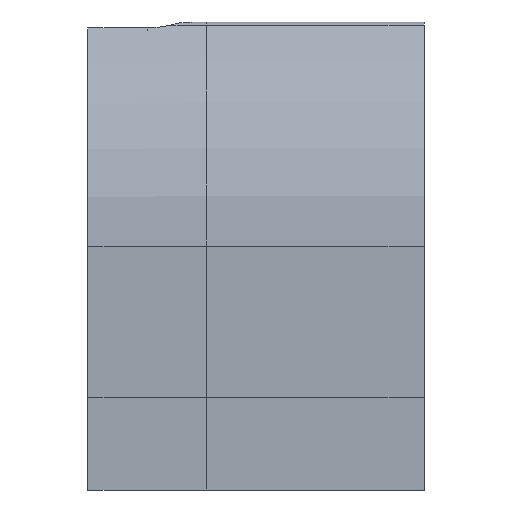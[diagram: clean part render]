
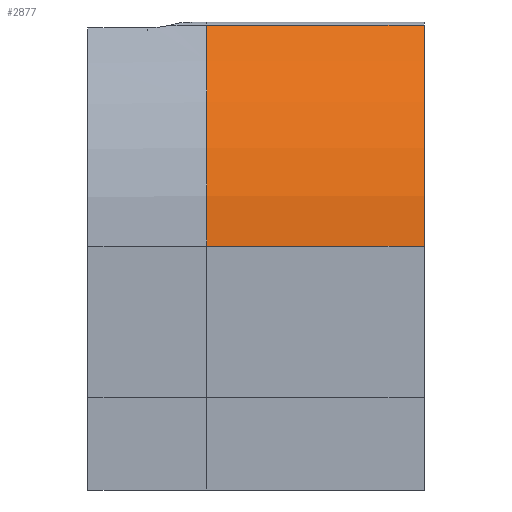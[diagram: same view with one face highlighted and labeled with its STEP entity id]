
A CAD part, left-side view. The second image highlights one B-rep face of the part: STEP entity #2877.
In plain terms, the highlighted cylindrical face has radius 22 mm (diameter 44 mm), a partial arc.
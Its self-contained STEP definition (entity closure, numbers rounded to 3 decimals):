
#245 = CYLINDRICAL_SURFACE('',#246,1.);
#246 = AXIS2_PLACEMENT_3D('',#247,#248,#249);
#247 = CARTESIAN_POINT('',(-13.601,0.,16.));
#248 = DIRECTION('',(0.,1.,0.));
#249 = DIRECTION('',(1.,0.,0.));
#274 = PLANE('',#275);
#275 = AXIS2_PLACEMENT_3D('',#276,#277,#278);
#276 = CARTESIAN_POINT('',(-4.85,-16.5,-9.636));
#277 = DIRECTION('',(0.,1.,0.));
#278 = DIRECTION('',(0.,0.,1.));
#997 = CYLINDRICAL_SURFACE('',#998,22.);
#998 = AXIS2_PLACEMENT_3D('',#999,#1000,#1001);
#999 = CARTESIAN_POINT('',(0.,0.,0.));
#1000 = DIRECTION('',(0.,-1.,0.));
#1001 = DIRECTION('',(1.,0.,0.));
#1290 = VERTEX_POINT('',#1291);
#1291 = CARTESIAN_POINT('',(-14.249,0.,16.762));
#1341 = VERTEX_POINT('',#1342);
#1342 = CARTESIAN_POINT('',(-14.249,-16.5,16.762));
#1368 = EDGE_CURVE('',#1290,#1341,#1369,.T.);
#1369 = SURFACE_CURVE('',#1370,(#1374,#1381),.PCURVE_S1.);
#1370 = LINE('',#1371,#1372);
#1371 = CARTESIAN_POINT('',(-14.249,0.,16.762));
#1372 = VECTOR('',#1373,1.);
#1373 = DIRECTION('',(0.,-1.,0.));
#1374 = PCURVE('',#245,#1375);
#1375 = DEFINITIONAL_REPRESENTATION('',(#1376),#1380);
#1376 = LINE('',#1377,#1378);
#1377 = CARTESIAN_POINT('',(-8.559,0.));
#1378 = VECTOR('',#1379,1.);
#1379 = DIRECTION('',(-0.,-1.));
#1380 = ( GEOMETRIC_REPRESENTATION_CONTEXT(2) 
PARAMETRIC_REPRESENTATION_CONTEXT() REPRESENTATION_CONTEXT('2D SPACE',''
  ) );
#1381 = PCURVE('',#1382,#1387);
#1382 = CYLINDRICAL_SURFACE('',#1383,22.);
#1383 = AXIS2_PLACEMENT_3D('',#1384,#1385,#1386);
#1384 = CARTESIAN_POINT('',(0.,0.,0.));
#1385 = DIRECTION('',(0.,1.,0.));
#1386 = DIRECTION('',(1.,0.,0.));
#1387 = DEFINITIONAL_REPRESENTATION('',(#1388),#1392);
#1388 = LINE('',#1389,#1390);
#1389 = CARTESIAN_POINT('',(-2.275,0.));
#1390 = VECTOR('',#1391,1.);
#1391 = DIRECTION('',(-0.,-1.));
#1392 = ( GEOMETRIC_REPRESENTATION_CONTEXT(2) 
PARAMETRIC_REPRESENTATION_CONTEXT() REPRESENTATION_CONTEXT('2D SPACE',''
  ) );
#1562 = VERTEX_POINT('',#1563);
#1563 = CARTESIAN_POINT('',(-22.,-16.5,0.));
#1577 = PLANE('',#1578);
#1578 = AXIS2_PLACEMENT_3D('',#1579,#1580,#1581);
#1579 = CARTESIAN_POINT('',(-22.,0.,0.));
#1580 = DIRECTION('',(1.,0.,0.));
#1581 = DIRECTION('',(0.,0.,-1.));
#1589 = EDGE_CURVE('',#1341,#1562,#1590,.T.);
#1590 = SURFACE_CURVE('',#1591,(#1596,#1607),.PCURVE_S1.);
#1591 = CIRCLE('',#1592,22.);
#1592 = AXIS2_PLACEMENT_3D('',#1593,#1594,#1595);
#1593 = CARTESIAN_POINT('',(0.,-16.5,0.));
#1594 = DIRECTION('',(0.,-1.,0.));
#1595 = DIRECTION('',(1.,0.,0.));
#1596 = PCURVE('',#274,#1597);
#1597 = DEFINITIONAL_REPRESENTATION('',(#1598),#1606);
#1598 = ( BOUNDED_CURVE() B_SPLINE_CURVE(2,(#1599,#1600,#1601,#1602,
#1603,#1604,#1605),.UNSPECIFIED.,.T.,.F.) B_SPLINE_CURVE_WITH_KNOTS((1,2
    ,2,2,2,1),(-2.094,0.,2.094,4.189,
6.283,8.378),.UNSPECIFIED.) CURVE() 
GEOMETRIC_REPRESENTATION_ITEM() RATIONAL_B_SPLINE_CURVE((1.,0.5,1.,0.5,
1.,0.5,1.)) REPRESENTATION_ITEM('') );
#1599 = CARTESIAN_POINT('',(9.636,26.85));
#1600 = CARTESIAN_POINT('',(47.741,26.85));
#1601 = CARTESIAN_POINT('',(28.689,-6.15));
#1602 = CARTESIAN_POINT('',(9.636,-39.15));
#1603 = CARTESIAN_POINT('',(-9.416,-6.15));
#1604 = CARTESIAN_POINT('',(-28.469,26.85));
#1605 = CARTESIAN_POINT('',(9.636,26.85));
#1606 = ( GEOMETRIC_REPRESENTATION_CONTEXT(2) 
PARAMETRIC_REPRESENTATION_CONTEXT() REPRESENTATION_CONTEXT('2D SPACE',''
  ) );
#1607 = PCURVE('',#1382,#1608);
#1608 = DEFINITIONAL_REPRESENTATION('',(#1609),#1613);
#1609 = LINE('',#1610,#1611);
#1610 = CARTESIAN_POINT('',(-0.,-16.5));
#1611 = VECTOR('',#1612,1.);
#1612 = DIRECTION('',(-1.,0.));
#1613 = ( GEOMETRIC_REPRESENTATION_CONTEXT(2) 
PARAMETRIC_REPRESENTATION_CONTEXT() REPRESENTATION_CONTEXT('2D SPACE',''
  ) );
#1668 = EDGE_CURVE('',#1290,#1669,#1671,.T.);
#1669 = VERTEX_POINT('',#1670);
#1670 = CARTESIAN_POINT('',(-22.,0.,0.));
#1671 = SURFACE_CURVE('',#1672,(#1677,#1684),.PCURVE_S1.);
#1672 = CIRCLE('',#1673,22.);
#1673 = AXIS2_PLACEMENT_3D('',#1674,#1675,#1676);
#1674 = CARTESIAN_POINT('',(0.,0.,0.));
#1675 = DIRECTION('',(0.,-1.,0.));
#1676 = DIRECTION('',(1.,0.,0.));
#1677 = PCURVE('',#997,#1678);
#1678 = DEFINITIONAL_REPRESENTATION('',(#1679),#1683);
#1679 = LINE('',#1680,#1681);
#1680 = CARTESIAN_POINT('',(0.,0.));
#1681 = VECTOR('',#1682,1.);
#1682 = DIRECTION('',(1.,0.));
#1683 = ( GEOMETRIC_REPRESENTATION_CONTEXT(2) 
PARAMETRIC_REPRESENTATION_CONTEXT() REPRESENTATION_CONTEXT('2D SPACE',''
  ) );
#1684 = PCURVE('',#1382,#1685);
#1685 = DEFINITIONAL_REPRESENTATION('',(#1686),#1689);
#1686 = B_SPLINE_CURVE_WITH_KNOTS('',1,(#1687,#1688),.UNSPECIFIED.,.F.,
  .F.,(2,2),(2.275,3.142),.PIECEWISE_BEZIER_KNOTS.);
#1687 = CARTESIAN_POINT('',(-2.275,0.));
#1688 = CARTESIAN_POINT('',(-3.142,0.));
#1689 = ( GEOMETRIC_REPRESENTATION_CONTEXT(2) 
PARAMETRIC_REPRESENTATION_CONTEXT() REPRESENTATION_CONTEXT('2D SPACE',''
  ) );
#2877 = ADVANCED_FACE('',(#2878),#1382,.T.);
#2878 = FACE_BOUND('',#2879,.F.);
#2879 = EDGE_LOOP('',(#2880,#2881,#2882,#2903));
#2880 = ORIENTED_EDGE('',*,*,#1368,.T.);
#2881 = ORIENTED_EDGE('',*,*,#1589,.T.);
#2882 = ORIENTED_EDGE('',*,*,#2883,.F.);
#2883 = EDGE_CURVE('',#1669,#1562,#2884,.T.);
#2884 = SURFACE_CURVE('',#2885,(#2889,#2896),.PCURVE_S1.);
#2885 = LINE('',#2886,#2887);
#2886 = CARTESIAN_POINT('',(-22.,0.,0.));
#2887 = VECTOR('',#2888,1.);
#2888 = DIRECTION('',(0.,-1.,0.));
#2889 = PCURVE('',#1382,#2890);
#2890 = DEFINITIONAL_REPRESENTATION('',(#2891),#2895);
#2891 = LINE('',#2892,#2893);
#2892 = CARTESIAN_POINT('',(-3.142,0.));
#2893 = VECTOR('',#2894,1.);
#2894 = DIRECTION('',(-0.,-1.));
#2895 = ( GEOMETRIC_REPRESENTATION_CONTEXT(2) 
PARAMETRIC_REPRESENTATION_CONTEXT() REPRESENTATION_CONTEXT('2D SPACE',''
  ) );
#2896 = PCURVE('',#1577,#2897);
#2897 = DEFINITIONAL_REPRESENTATION('',(#2898),#2902);
#2898 = LINE('',#2899,#2900);
#2899 = CARTESIAN_POINT('',(0.,0.));
#2900 = VECTOR('',#2901,1.);
#2901 = DIRECTION('',(0.,-1.));
#2902 = ( GEOMETRIC_REPRESENTATION_CONTEXT(2) 
PARAMETRIC_REPRESENTATION_CONTEXT() REPRESENTATION_CONTEXT('2D SPACE',''
  ) );
#2903 = ORIENTED_EDGE('',*,*,#1668,.F.);
